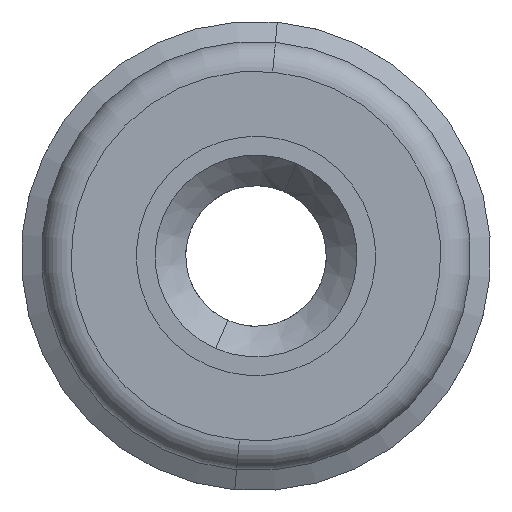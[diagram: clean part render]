
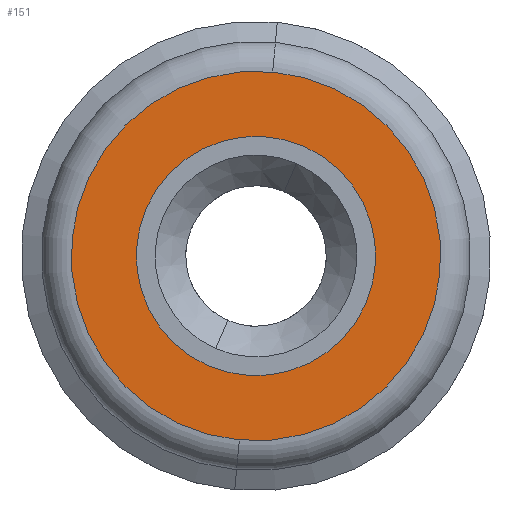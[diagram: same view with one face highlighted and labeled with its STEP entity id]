
A CAD part, front view. The second image highlights one B-rep face of the part: STEP entity #151.
In plain terms, the highlighted planar face has unit normal (0, -1, 0).
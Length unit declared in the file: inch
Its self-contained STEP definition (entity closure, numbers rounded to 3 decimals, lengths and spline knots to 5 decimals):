
#16 = ORIENTED_EDGE ( 'NONE', *, *, #674, .T. ) ;
#17 = CARTESIAN_POINT ( 'NONE',  ( 0.05776, -0.14298, -0.00524 ) ) ;
#25 = CARTESIAN_POINT ( 'NONE',  ( 0.01115, -0.14298, 0.123 ) ) ;
#42 = CARTESIAN_POINT ( 'NONE',  ( -0.01115, -0.14298, -0.123 ) ) ;
#60 = DIRECTION ( 'NONE',  ( 0.09, 0., 0.996 ) ) ;
#122 = ORIENTED_EDGE ( 'NONE', *, *, #1431, .T. ) ;
#139 = CIRCLE ( 'NONE', #347, 0.1235 ) ;
#151 = ADVANCED_FACE ( 'NONE', ( #945, #1605 ), #1191, .T. ) ;
#260 = DIRECTION ( 'NONE',  ( 0., -1., 0. ) ) ;
#283 = AXIS2_PLACEMENT_3D ( 'NONE', #1595, #523, #486 ) ;
#347 = AXIS2_PLACEMENT_3D ( 'NONE', #1498, #1645, #60 ) ;
#486 = DIRECTION ( 'NONE',  ( -0.4, 0., -0.916 ) ) ;
#507 = CARTESIAN_POINT ( 'NONE',  ( 0., -0.14298, 0. ) ) ;
#523 = DIRECTION ( 'NONE',  ( 0., 1., 0. ) ) ;
#663 = ORIENTED_EDGE ( 'NONE', *, *, #1504, .T. ) ;
#674 = EDGE_CURVE ( 'NONE', #1566, #1533, #139, .T. ) ;
#682 = DIRECTION ( 'NONE',  ( 0., -1., 0. ) ) ;
#687 = AXIS2_PLACEMENT_3D ( 'NONE', #507, #1558, #1035 ) ;
#932 = CARTESIAN_POINT ( 'NONE',  ( 0., -0.14298, 0. ) ) ;
#945 = FACE_BOUND ( 'NONE', #1596, .T. ) ;
#953 = CIRCLE ( 'NONE', #1286, 0.1235 ) ;
#1035 = DIRECTION ( 'NONE',  ( -0.4, 0., -0.916 ) ) ;
#1041 = CARTESIAN_POINT ( 'NONE',  ( 0.025, -0.14298, 0.05728 ) ) ;
#1057 = DIRECTION ( 'NONE',  ( 0.09, 0., 0.996 ) ) ;
#1062 = EDGE_CURVE ( 'NONE', #1626, #1472, #1457, .T. ) ;
#1127 = CARTESIAN_POINT ( 'NONE',  ( -0.025, -0.14298, -0.05728 ) ) ;
#1191 = PLANE ( 'NONE',  #1347 ) ;
#1286 = AXIS2_PLACEMENT_3D ( 'NONE', #932, #682, #1057 ) ;
#1347 = AXIS2_PLACEMENT_3D ( 'NONE', #17, #260, #1483 ) ;
#1402 = EDGE_LOOP ( 'NONE', ( #663, #16 ) ) ;
#1431 = EDGE_CURVE ( 'NONE', #1472, #1626, #1576, .T. ) ;
#1457 = CIRCLE ( 'NONE', #687, 0.0625 ) ;
#1472 = VERTEX_POINT ( 'NONE', #1041 ) ;
#1483 = DIRECTION ( 'NONE',  ( 0.09, 0., 0.996 ) ) ;
#1498 = CARTESIAN_POINT ( 'NONE',  ( 0., -0.14298, 0. ) ) ;
#1504 = EDGE_CURVE ( 'NONE', #1533, #1566, #953, .T. ) ;
#1533 = VERTEX_POINT ( 'NONE', #25 ) ;
#1558 = DIRECTION ( 'NONE',  ( 0., 1., 0. ) ) ;
#1566 = VERTEX_POINT ( 'NONE', #42 ) ;
#1576 = CIRCLE ( 'NONE', #283, 0.0625 ) ;
#1595 = CARTESIAN_POINT ( 'NONE',  ( 0., -0.14298, 0. ) ) ;
#1596 = EDGE_LOOP ( 'NONE', ( #1637, #122 ) ) ;
#1605 = FACE_OUTER_BOUND ( 'NONE', #1402, .T. ) ;
#1626 = VERTEX_POINT ( 'NONE', #1127 ) ;
#1637 = ORIENTED_EDGE ( 'NONE', *, *, #1062, .T. ) ;
#1645 = DIRECTION ( 'NONE',  ( 0., -1., 0. ) ) ;
